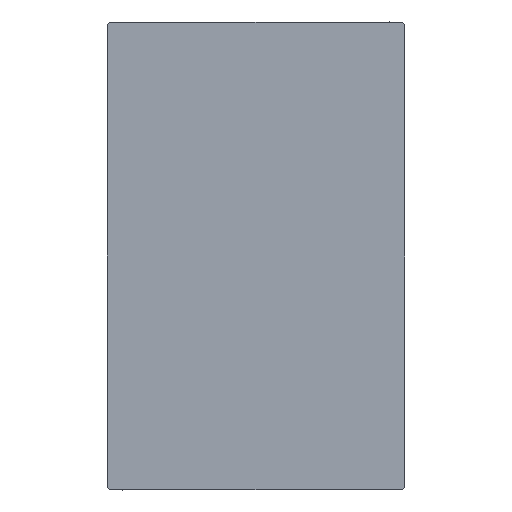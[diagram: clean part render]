
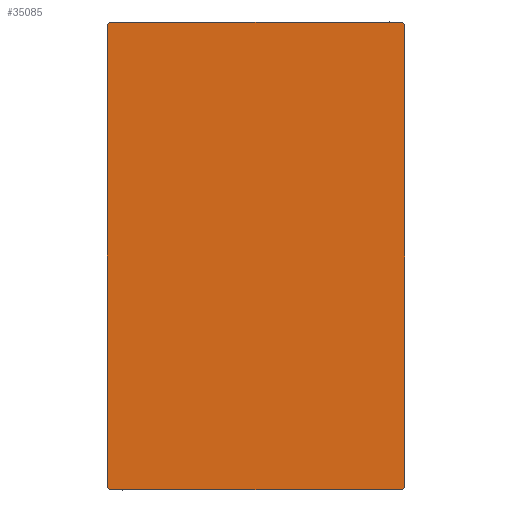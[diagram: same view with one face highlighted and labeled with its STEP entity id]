
A CAD part, left-side view. The second image highlights one B-rep face of the part: STEP entity #35085.
In plain terms, the highlighted face is planar.
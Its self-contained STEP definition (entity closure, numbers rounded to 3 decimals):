
#522 = AXIS2_PLACEMENT_3D ( 'NONE', #34247, #10988, #17589 ) ;
#919 = CARTESIAN_POINT ( 'NONE',  ( 56., -17.2, -27.5 ) ) ;
#965 = EDGE_LOOP ( 'NONE', ( #40514, #29878, #12355, #30168, #11989, #37304, #7001, #13048 ) ) ;
#2450 = CARTESIAN_POINT ( 'NONE',  ( 56., -17.5, 27.5 ) ) ;
#2834 = CARTESIAN_POINT ( 'NONE',  ( 56., -17.2, 27.5 ) ) ;
#3856 = VERTEX_POINT ( 'NONE', #919 ) ;
#3988 = EDGE_CURVE ( 'NONE', #3856, #15837, #29031, .T. ) ;
#4862 = CARTESIAN_POINT ( 'NONE',  ( 56., -17.5, -27.5 ) ) ;
#5309 = CARTESIAN_POINT ( 'NONE',  ( 56., 17.5, -27.5 ) ) ;
#5600 = VERTEX_POINT ( 'NONE', #9106 ) ;
#7001 = ORIENTED_EDGE ( 'NONE', *, *, #13817, .T. ) ;
#7077 = CARTESIAN_POINT ( 'NONE',  ( 56., 22.35, 22.35 ) ) ;
#7958 = LINE ( 'NONE', #5309, #24027 ) ;
#8576 = VECTOR ( 'NONE', #27946, 1000. ) ;
#9106 = CARTESIAN_POINT ( 'NONE',  ( 56., -17.5, -27.2 ) ) ;
#9390 = VECTOR ( 'NONE', #26877, 1000. ) ;
#9539 = CARTESIAN_POINT ( 'NONE',  ( 56., 17.5, 27.5 ) ) ;
#9762 = VECTOR ( 'NONE', #27679, 1000. ) ;
#10081 = EDGE_CURVE ( 'NONE', #28569, #40277, #37971, .T. ) ;
#10515 = DIRECTION ( 'NONE',  ( 0., 0.707, -0.707 ) ) ;
#10678 = CARTESIAN_POINT ( 'NONE',  ( 56., 17.5, -27.2 ) ) ;
#10988 = DIRECTION ( 'NONE',  ( 1., 0., 0. ) ) ;
#11760 = VERTEX_POINT ( 'NONE', #28312 ) ;
#11989 = ORIENTED_EDGE ( 'NONE', *, *, #26579, .T. ) ;
#12116 = VECTOR ( 'NONE', #36501, 1000. ) ;
#12355 = ORIENTED_EDGE ( 'NONE', *, *, #18358, .T. ) ;
#12848 = LINE ( 'NONE', #9539, #9390 ) ;
#13048 = ORIENTED_EDGE ( 'NONE', *, *, #20852, .T. ) ;
#13809 = LINE ( 'NONE', #40570, #22590 ) ;
#13817 = EDGE_CURVE ( 'NONE', #40277, #5600, #19580, .T. ) ;
#14293 = CARTESIAN_POINT ( 'NONE',  ( 56., -22.35, 22.35 ) ) ;
#15254 = VERTEX_POINT ( 'NONE', #40954 ) ;
#15420 = DIRECTION ( 'NONE',  ( 0., 1., 0. ) ) ;
#15837 = VERTEX_POINT ( 'NONE', #22460 ) ;
#17160 = PLANE ( 'NONE',  #522 ) ;
#17589 = DIRECTION ( 'NONE',  ( 0., 0., -1. ) ) ;
#17856 = LINE ( 'NONE', #38027, #8576 ) ;
#18358 = EDGE_CURVE ( 'NONE', #29471, #11760, #7958, .T. ) ;
#18721 = DIRECTION ( 'NONE',  ( 0., 0., 1. ) ) ;
#19388 = EDGE_CURVE ( 'NONE', #15837, #29471, #17856, .T. ) ;
#19580 = LINE ( 'NONE', #2450, #38581 ) ;
#20852 = EDGE_CURVE ( 'NONE', #5600, #3856, #13809, .T. ) ;
#22460 = CARTESIAN_POINT ( 'NONE',  ( 56., 17.2, -27.5 ) ) ;
#22590 = VECTOR ( 'NONE', #10515, 1000. ) ;
#23135 = LINE ( 'NONE', #7077, #12116 ) ;
#24027 = VECTOR ( 'NONE', #18721, 1000. ) ;
#24374 = EDGE_CURVE ( 'NONE', #11760, #15254, #23135, .T. ) ;
#26579 = EDGE_CURVE ( 'NONE', #15254, #28569, #12848, .T. ) ;
#26877 = DIRECTION ( 'NONE',  ( 0., -1., 0. ) ) ;
#27679 = DIRECTION ( 'NONE',  ( 0., -0.707, -0.707 ) ) ;
#27946 = DIRECTION ( 'NONE',  ( 0., 0.707, 0.707 ) ) ;
#28312 = CARTESIAN_POINT ( 'NONE',  ( 56., 17.5, 27.2 ) ) ;
#28569 = VERTEX_POINT ( 'NONE', #2834 ) ;
#29031 = LINE ( 'NONE', #4862, #30767 ) ;
#29471 = VERTEX_POINT ( 'NONE', #10678 ) ;
#29878 = ORIENTED_EDGE ( 'NONE', *, *, #19388, .T. ) ;
#30168 = ORIENTED_EDGE ( 'NONE', *, *, #24374, .T. ) ;
#30767 = VECTOR ( 'NONE', #15420, 1000. ) ;
#34247 = CARTESIAN_POINT ( 'NONE',  ( 56., 0., 0. ) ) ;
#35085 = ADVANCED_FACE ( 'NONE', ( #37544 ), #17160, .T. ) ;
#36501 = DIRECTION ( 'NONE',  ( 0., -0.707, 0.707 ) ) ;
#37018 = CARTESIAN_POINT ( 'NONE',  ( 56., -17.5, 27.2 ) ) ;
#37304 = ORIENTED_EDGE ( 'NONE', *, *, #10081, .T. ) ;
#37544 = FACE_OUTER_BOUND ( 'NONE', #965, .T. ) ;
#37971 = LINE ( 'NONE', #14293, #9762 ) ;
#38027 = CARTESIAN_POINT ( 'NONE',  ( 56., 22.35, -22.35 ) ) ;
#38581 = VECTOR ( 'NONE', #40190, 1000. ) ;
#40190 = DIRECTION ( 'NONE',  ( 0., 0., -1. ) ) ;
#40277 = VERTEX_POINT ( 'NONE', #37018 ) ;
#40514 = ORIENTED_EDGE ( 'NONE', *, *, #3988, .T. ) ;
#40570 = CARTESIAN_POINT ( 'NONE',  ( 56., -22.35, -22.35 ) ) ;
#40954 = CARTESIAN_POINT ( 'NONE',  ( 56., 17.2, 27.5 ) ) ;
